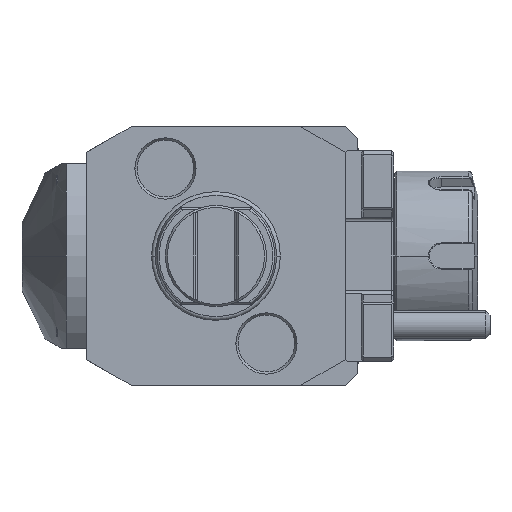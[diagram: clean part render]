
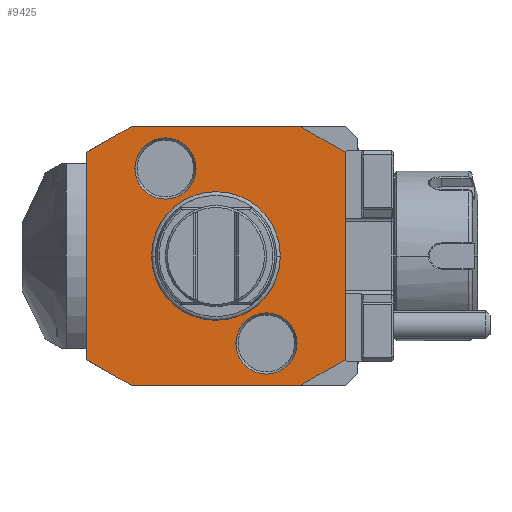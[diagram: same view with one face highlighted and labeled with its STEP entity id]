
A CAD part, front view. The second image highlights one B-rep face of the part: STEP entity #9425.
In plain terms, the highlighted planar face has unit normal (0, -1, 0).
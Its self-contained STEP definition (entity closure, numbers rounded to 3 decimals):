
#1=DIRECTION('',(-0.866,0.,-0.5));
#2=VECTOR('',#1,12.702);
#3=CARTESIAN_POINT('',(-21.,0.,32.));
#4=LINE('',#3,#2);
#5=DIRECTION('',(-1.,0.,0.));
#6=VECTOR('',#5,42.);
#7=CARTESIAN_POINT('',(21.,0.,32.));
#8=LINE('',#7,#6);
#9=DIRECTION('',(-0.866,0.,0.5));
#10=VECTOR('',#9,12.702);
#11=CARTESIAN_POINT('',(32.,0.,25.649));
#12=LINE('',#11,#10);
#13=DIRECTION('',(0.,0.,1.));
#14=VECTOR('',#13,51.298);
#15=CARTESIAN_POINT('',(32.,0.,-25.649));
#16=LINE('',#15,#14);
#17=DIRECTION('',(0.866,0.,0.5));
#18=VECTOR('',#17,12.702);
#19=CARTESIAN_POINT('',(21.,0.,-32.));
#20=LINE('',#19,#18);
#21=DIRECTION('',(1.,0.,0.));
#22=VECTOR('',#21,42.);
#23=CARTESIAN_POINT('',(-21.,0.,-32.));
#24=LINE('',#23,#22);
#25=DIRECTION('',(0.866,0.,-0.5));
#26=VECTOR('',#25,12.702);
#27=CARTESIAN_POINT('',(-32.,0.,-25.649));
#28=LINE('',#27,#26);
#29=DIRECTION('',(0.,0.,-1.));
#30=VECTOR('',#29,51.298);
#31=CARTESIAN_POINT('',(-32.,0.,25.649));
#32=LINE('',#31,#30);
#33=CARTESIAN_POINT('',(-12.5,0.,21.651));
#34=DIRECTION('',(0.,1.,0.));
#35=DIRECTION('',(1.,0.,0.));
#36=AXIS2_PLACEMENT_3D('',#33,#34,#35);
#38=CARTESIAN_POINT('',(-12.5,0.,21.651));
#39=DIRECTION('',(0.,1.,0.));
#40=DIRECTION('',(-1.,0.,0.));
#41=AXIS2_PLACEMENT_3D('',#38,#39,#40);
#43=CARTESIAN_POINT('',(12.5,0.,-21.651));
#44=DIRECTION('',(0.,1.,0.));
#45=DIRECTION('',(1.,0.,0.));
#46=AXIS2_PLACEMENT_3D('',#43,#44,#45);
#48=CARTESIAN_POINT('',(12.5,0.,-21.651));
#49=DIRECTION('',(0.,1.,0.));
#50=DIRECTION('',(-1.,0.,0.));
#51=AXIS2_PLACEMENT_3D('',#48,#49,#50);
#5670=CARTESIAN_POINT('',(0.,0.,0.));
#5671=DIRECTION('',(0.,-1.,0.));
#5672=DIRECTION('',(1.,0.,0.));
#5673=AXIS2_PLACEMENT_3D('',#5670,#5671,#5672);
#5675=CARTESIAN_POINT('',(0.,0.,0.));
#5676=DIRECTION('',(0.,-1.,0.));
#5677=DIRECTION('',(-1.,0.,0.));
#5678=AXIS2_PLACEMENT_3D('',#5675,#5676,#5677);
#8317=CARTESIAN_POINT('',(-4.923,0.,21.651));
#8318=CARTESIAN_POINT('',(-20.077,0.,21.651));
#8319=VERTEX_POINT('',#8317);
#8320=VERTEX_POINT('',#8318);
#8423=CARTESIAN_POINT('',(20.077,0.,
-21.651));
#8424=CARTESIAN_POINT('',(4.923,0.,
-21.651));
#8425=VERTEX_POINT('',#8423);
#8426=VERTEX_POINT('',#8424);
#9177=CARTESIAN_POINT('',(-21.,0.,32.));
#9178=CARTESIAN_POINT('',(-32.,0.,25.649));
#9179=VERTEX_POINT('',#9177);
#9180=VERTEX_POINT('',#9178);
#9181=CARTESIAN_POINT('',(-32.,0.,-25.649));
#9182=VERTEX_POINT('',#9181);
#9183=CARTESIAN_POINT('',(-21.,0.,-32.));
#9184=VERTEX_POINT('',#9183);
#9185=CARTESIAN_POINT('',(21.,0.,-32.));
#9186=VERTEX_POINT('',#9185);
#9187=CARTESIAN_POINT('',(32.,0.,-25.649));
#9188=CARTESIAN_POINT('',(32.,0.,25.649));
#9189=VERTEX_POINT('',#9187);
#9190=VERTEX_POINT('',#9188);
#9191=CARTESIAN_POINT('',(21.,0.,32.));
#9192=VERTEX_POINT('',#9191);
#9217=CARTESIAN_POINT('',(15.783,0.,0.));
#9218=CARTESIAN_POINT('',(-15.783,0.,0.));
#9219=VERTEX_POINT('',#9217);
#9220=VERTEX_POINT('',#9218);
#9384=CARTESIAN_POINT('',(0.,0.,0.));
#9385=DIRECTION('',(0.,-1.,0.));
#9386=DIRECTION('',(-1.,0.,0.));
#9387=AXIS2_PLACEMENT_3D('',#9384,#9385,#9386);
#9388=PLANE('',#9387);
#9390=ORIENTED_EDGE('',*,*,#9389,.F.);
#9392=ORIENTED_EDGE('',*,*,#9391,.F.);
#9394=ORIENTED_EDGE('',*,*,#9393,.F.);
#9396=ORIENTED_EDGE('',*,*,#9395,.F.);
#9398=ORIENTED_EDGE('',*,*,#9397,.F.);
#9400=ORIENTED_EDGE('',*,*,#9399,.F.);
#9402=ORIENTED_EDGE('',*,*,#9401,.F.);
#9404=ORIENTED_EDGE('',*,*,#9403,.F.);
#9405=EDGE_LOOP('',(#9390,#9392,#9394,#9396,#9398,#9400,#9402,#9404));
#9406=FACE_OUTER_BOUND('',#9405,.F.);
#9408=ORIENTED_EDGE('',*,*,#9407,.T.);
#9410=ORIENTED_EDGE('',*,*,#9409,.T.);
#9411=EDGE_LOOP('',(#9408,#9410));
#9412=FACE_BOUND('',#9411,.F.);
#9414=ORIENTED_EDGE('',*,*,#9413,.F.);
#9416=ORIENTED_EDGE('',*,*,#9415,.F.);
#9417=EDGE_LOOP('',(#9414,#9416));
#9418=FACE_BOUND('',#9417,.F.);
#9420=ORIENTED_EDGE('',*,*,#9419,.F.);
#9422=ORIENTED_EDGE('',*,*,#9421,.F.);
#9423=EDGE_LOOP('',(#9420,#9422));
#9424=FACE_BOUND('',#9423,.F.);
#37=CIRCLE('',#36,7.577);
#42=CIRCLE('',#41,7.577);
#47=CIRCLE('',#46,7.577);
#52=CIRCLE('',#51,7.577);
#5674=CIRCLE('',#5673,15.783);
#5679=CIRCLE('',#5678,15.783);
#9389=EDGE_CURVE('',#9179,#9180,#4,.T.);
#9391=EDGE_CURVE('',#9192,#9179,#8,.T.);
#9393=EDGE_CURVE('',#9190,#9192,#12,.T.);
#9395=EDGE_CURVE('',#9189,#9190,#16,.T.);
#9397=EDGE_CURVE('',#9186,#9189,#20,.T.);
#9399=EDGE_CURVE('',#9184,#9186,#24,.T.);
#9401=EDGE_CURVE('',#9182,#9184,#28,.T.);
#9403=EDGE_CURVE('',#9180,#9182,#32,.T.);
#9407=EDGE_CURVE('',#9219,#9220,#5674,.T.);
#9409=EDGE_CURVE('',#9220,#9219,#5679,.T.);
#9413=EDGE_CURVE('',#8319,#8320,#37,.T.);
#9415=EDGE_CURVE('',#8320,#8319,#42,.T.);
#9419=EDGE_CURVE('',#8425,#8426,#47,.T.);
#9421=EDGE_CURVE('',#8426,#8425,#52,.T.);
#9425=ADVANCED_FACE('',(#9406,#9412,#9418,#9424),#9388,.T.);
